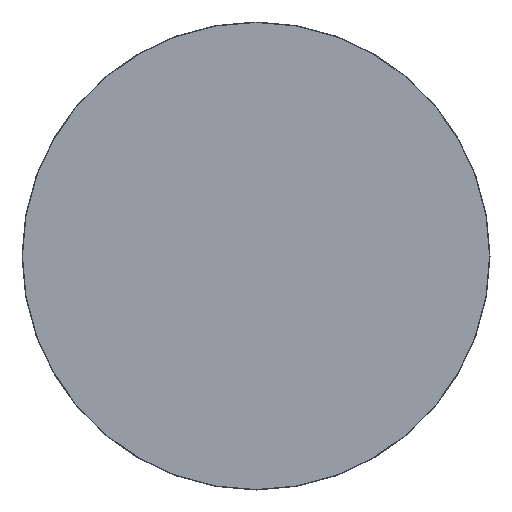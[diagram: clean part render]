
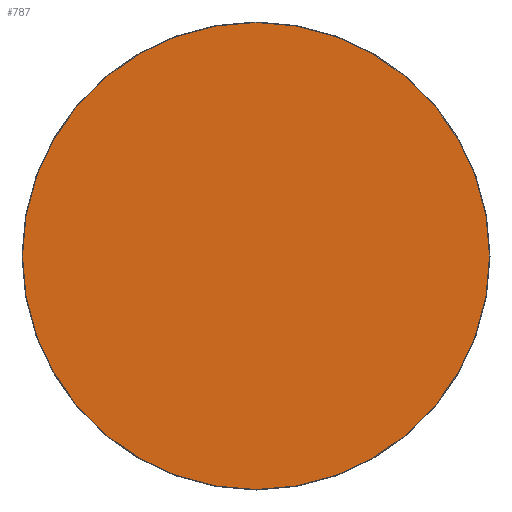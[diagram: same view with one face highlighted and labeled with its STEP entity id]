
A CAD part, left-side view. The second image highlights one B-rep face of the part: STEP entity #787.
In plain terms, the highlighted planar face has unit normal (-1, 0, 0).
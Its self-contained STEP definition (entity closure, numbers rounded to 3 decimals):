
#14 = EDGE_CURVE ( 'NONE', #135, #979, #1523, .T. ) ;
#135 = VERTEX_POINT ( 'NONE', #1125 ) ;
#205 = AXIS2_PLACEMENT_3D ( 'NONE', #2053, #1441, #1099 ) ;
#289 = ORIENTED_EDGE ( 'NONE', *, *, #1734, .T. ) ;
#381 = EDGE_LOOP ( 'NONE', ( #548, #289 ) ) ;
#548 = ORIENTED_EDGE ( 'NONE', *, *, #14, .T. ) ;
#556 = CARTESIAN_POINT ( 'NONE',  ( 0., 0., 0. ) ) ;
#573 = DIRECTION ( 'NONE',  ( 0., 0., 1. ) ) ;
#602 = CARTESIAN_POINT ( 'NONE',  ( 0., 0., 0. ) ) ;
#737 = DIRECTION ( 'NONE',  ( -1., 0., 0. ) ) ;
#787 = ADVANCED_FACE ( 'NONE', ( #826 ), #805, .F. ) ;
#805 = PLANE ( 'NONE',  #2021 ) ;
#826 = FACE_OUTER_BOUND ( 'NONE', #381, .T. ) ;
#979 = VERTEX_POINT ( 'NONE', #1678 ) ;
#1099 = DIRECTION ( 'NONE',  ( 0., 0., 1. ) ) ;
#1125 = CARTESIAN_POINT ( 'NONE',  ( 0., 0., -149.7 ) ) ;
#1441 = DIRECTION ( 'NONE',  ( -1., 0., 0. ) ) ;
#1492 = AXIS2_PLACEMENT_3D ( 'NONE', #556, #737, #573 ) ;
#1523 = CIRCLE ( 'NONE', #1492, 149.7 ) ;
#1618 = DIRECTION ( 'NONE',  ( 0., 0., -1. ) ) ;
#1678 = CARTESIAN_POINT ( 'NONE',  ( 0., 0., 149.7 ) ) ;
#1734 = EDGE_CURVE ( 'NONE', #979, #135, #2112, .T. ) ;
#1774 = DIRECTION ( 'NONE',  ( 1., 0., 0. ) ) ;
#2021 = AXIS2_PLACEMENT_3D ( 'NONE', #602, #1774, #1618 ) ;
#2053 = CARTESIAN_POINT ( 'NONE',  ( 0., 0., 0. ) ) ;
#2112 = CIRCLE ( 'NONE', #205, 149.7 ) ;
